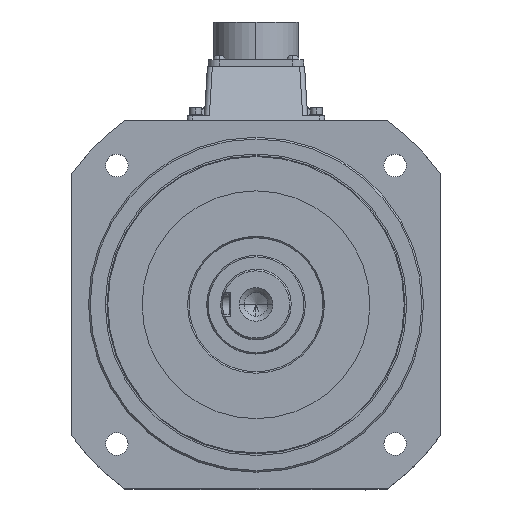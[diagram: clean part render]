
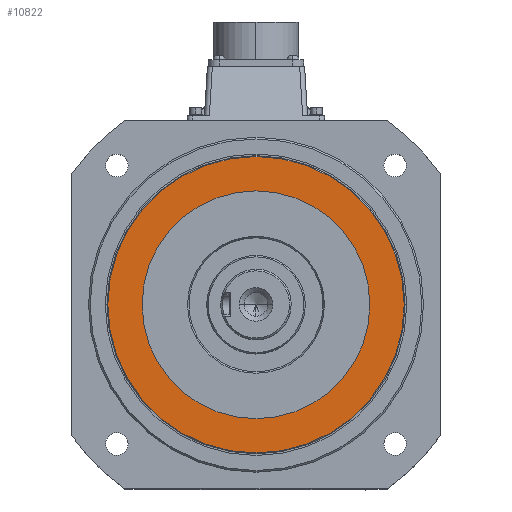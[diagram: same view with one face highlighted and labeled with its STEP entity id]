
A CAD part, top view. The second image highlights one B-rep face of the part: STEP entity #10822.
In plain terms, the highlighted planar face has unit normal (0, 0, 1).
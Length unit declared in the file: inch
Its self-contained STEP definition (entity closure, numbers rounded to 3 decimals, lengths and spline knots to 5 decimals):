
#1225 = CARTESIAN_POINT ( 'NONE',  ( 0., 0., 0.96457 ) ) ;
#1339 = EDGE_CURVE ( 'NONE', #9301, #23033, #23060, .T. ) ;
#1598 = EDGE_CURVE ( 'NONE', #12912, #9301, #24922, .T. ) ;
#1759 = DIRECTION ( 'NONE',  ( 0., 0., -1. ) ) ;
#1779 = CARTESIAN_POINT ( 'NONE',  ( -2.67717, 0., 0.96457 ) ) ;
#1987 = AXIS2_PLACEMENT_3D ( 'NONE', #8886, #1759, #28534 ) ;
#2462 = DIRECTION ( 'NONE',  ( 1., 0., 0. ) ) ;
#3060 = CIRCLE ( 'NONE', #18861, 2.67717 ) ;
#3912 = CARTESIAN_POINT ( 'NONE',  ( 0., 0., 0.96457 ) ) ;
#4615 = CARTESIAN_POINT ( 'NONE',  ( 0., 0., 0.96457 ) ) ;
#6807 = DIRECTION ( 'NONE',  ( 0., 0., -1. ) ) ;
#8045 = ORIENTED_EDGE ( 'NONE', *, *, #1598, .F. ) ;
#8682 = EDGE_LOOP ( 'NONE', ( #24568, #22660 ) ) ;
#8709 = DIRECTION ( 'NONE',  ( 0., 1., 0. ) ) ;
#8886 = CARTESIAN_POINT ( 'NONE',  ( 0., 0., 0.96457 ) ) ;
#9014 = CARTESIAN_POINT ( 'NONE',  ( 0., 0., 0.96457 ) ) ;
#9301 = VERTEX_POINT ( 'NONE', #18819 ) ;
#9419 = ORIENTED_EDGE ( 'NONE', *, *, #1339, .F. ) ;
#10100 = DIRECTION ( 'NONE',  ( 0., 0., -1. ) ) ;
#10436 = VERTEX_POINT ( 'NONE', #1779 ) ;
#10822 = ADVANCED_FACE ( 'NONE', ( #15556, #13096 ), #26909, .T. ) ;
#11813 = AXIS2_PLACEMENT_3D ( 'NONE', #9014, #24458, #2462 ) ;
#11867 = CARTESIAN_POINT ( 'NONE',  ( 0., 0., 0.96457 ) ) ;
#12800 = DIRECTION ( 'NONE',  ( 0., 0., -1. ) ) ;
#12912 = VERTEX_POINT ( 'NONE', #23445 ) ;
#13096 = FACE_BOUND ( 'NONE', #8682, .T. ) ;
#15149 = ORIENTED_EDGE ( 'NONE', *, *, #19307, .F. ) ;
#15556 = FACE_OUTER_BOUND ( 'NONE', #18957, .T. ) ;
#15780 = DIRECTION ( 'NONE',  ( 0., 1., 0. ) ) ;
#15786 = EDGE_CURVE ( 'NONE', #10436, #27416, #3060, .T. ) ;
#17118 = CIRCLE ( 'NONE', #26427, 3.48425 ) ;
#17293 = CARTESIAN_POINT ( 'NONE',  ( 2.67717, 0., 0.96457 ) ) ;
#18819 = CARTESIAN_POINT ( 'NONE',  ( -3.48425, 0., 0.96457 ) ) ;
#18861 = AXIS2_PLACEMENT_3D ( 'NONE', #4615, #6807, #19901 ) ;
#18957 = EDGE_LOOP ( 'NONE', ( #8045, #15149, #9419 ) ) ;
#18980 = DIRECTION ( 'NONE',  ( 0., 1., 0. ) ) ;
#19307 = EDGE_CURVE ( 'NONE', #23033, #12912, #17118, .T. ) ;
#19901 = DIRECTION ( 'NONE',  ( -1., 0., 0. ) ) ;
#22660 = ORIENTED_EDGE ( 'NONE', *, *, #27018, .T. ) ;
#22927 = DIRECTION ( 'NONE',  ( 0., 0., -1. ) ) ;
#23033 = VERTEX_POINT ( 'NONE', #27709 ) ;
#23060 = CIRCLE ( 'NONE', #23970, 3.48425 ) ;
#23445 = CARTESIAN_POINT ( 'NONE',  ( 3.48425, 0., 0.96457 ) ) ;
#23970 = AXIS2_PLACEMENT_3D ( 'NONE', #11867, #22927, #15780 ) ;
#24458 = DIRECTION ( 'NONE',  ( 0., 0., 1. ) ) ;
#24568 = ORIENTED_EDGE ( 'NONE', *, *, #15786, .T. ) ;
#24922 = CIRCLE ( 'NONE', #25843, 3.48425 ) ;
#25843 = AXIS2_PLACEMENT_3D ( 'NONE', #1225, #10100, #18980 ) ;
#26427 = AXIS2_PLACEMENT_3D ( 'NONE', #3912, #12800, #8709 ) ;
#26909 = PLANE ( 'NONE',  #11813 ) ;
#27018 = EDGE_CURVE ( 'NONE', #27416, #10436, #27567, .T. ) ;
#27416 = VERTEX_POINT ( 'NONE', #17293 ) ;
#27567 = CIRCLE ( 'NONE', #1987, 2.67717 ) ;
#27709 = CARTESIAN_POINT ( 'NONE',  ( 0., 3.48425, 0.96457 ) ) ;
#28534 = DIRECTION ( 'NONE',  ( -1., 0., 0. ) ) ;
